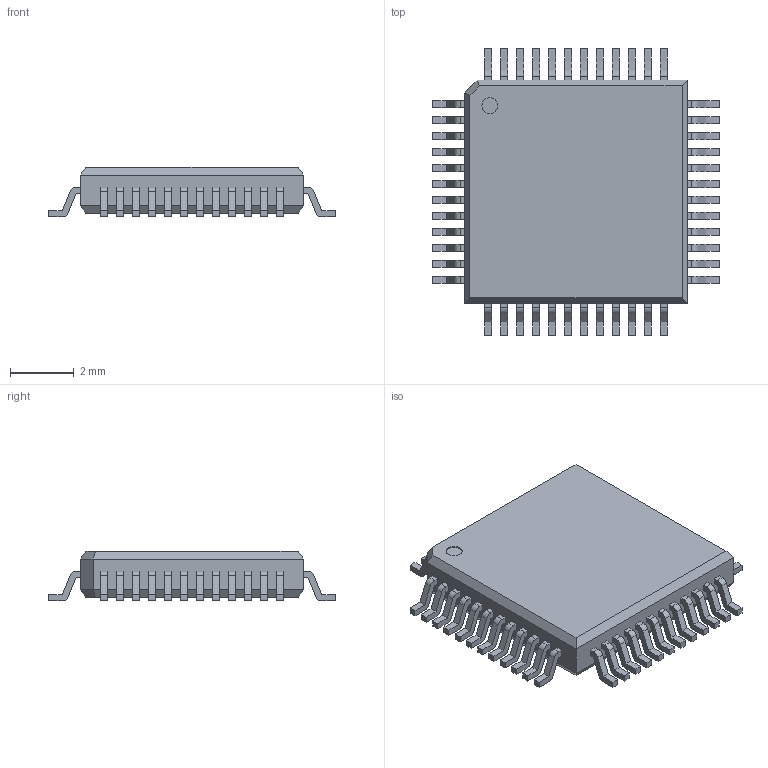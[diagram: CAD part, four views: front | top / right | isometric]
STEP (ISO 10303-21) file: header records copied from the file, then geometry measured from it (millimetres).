
FILE_DESCRIPTION (( 'STEP AP214' ), '1' );
FILE_NAME ('User Library-Assem10.STEP', '2020-11-16T13:41:13', ( '' ), ( '' ), 'SwSTEP 2.0', 'SolidWorks 2020', '' );
FILE_SCHEMA (( 'AUTOMOTIVE_DESIGN' ));
Length unit declared in the file: millimetre
Products named in the file (1): User Library-Assem10
Bounding box: 9 x 9 x 1.56 mm (x, y, z)
Volume: 72.8 mm3; surface area: 190.3 mm2
Topology: 1 solids, 1 shells, 551 faces, 1490 edges, 990 vertices
Faces by surface type: plane 450, cylinder 99, torus 2
Entity records: 23233 total; most frequent: CARTESIAN_POINT 3056, ORIENTED_EDGE 2980, DIRECTION 2788, EDGE_CURVE 1490, LINE 1288, VECTOR 1288, VERTEX_POINT 990, AXIS2_PLACEMENT_3D 750
